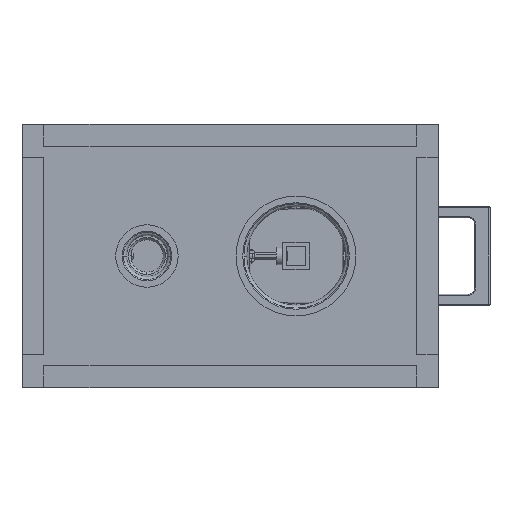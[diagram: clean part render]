
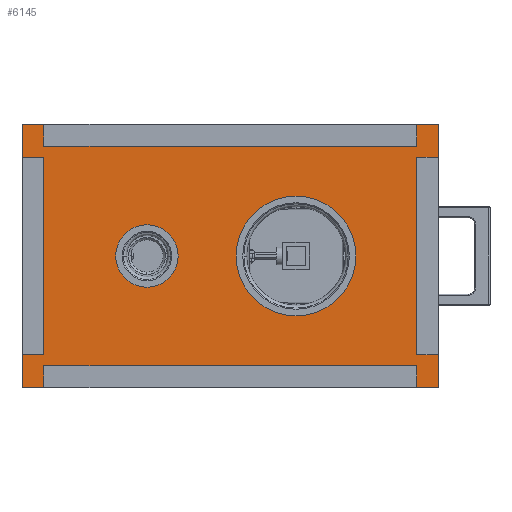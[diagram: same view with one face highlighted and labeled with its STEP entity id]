
A CAD part, left-side view. The second image highlights one B-rep face of the part: STEP entity #6145.
In plain terms, the highlighted face is planar.
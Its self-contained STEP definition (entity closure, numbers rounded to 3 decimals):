
#5550=DIRECTION('',(0.,0.,1.));
#5551=VECTOR('',#5550,190.);
#5552=CARTESIAN_POINT('',(-60.,0.,-95.));
#5553=LINE('',#5552,#5551);
#5557=DIRECTION('',(1.,0.,0.));
#5558=VECTOR('',#5557,120.);
#5559=CARTESIAN_POINT('',(-60.,0.,95.));
#5560=LINE('',#5559,#5558);
#5564=DIRECTION('',(0.,0.,-1.));
#5565=VECTOR('',#5564,190.);
#5566=CARTESIAN_POINT('',(60.,0.,95.));
#5567=LINE('',#5566,#5565);
#5571=DIRECTION('',(-1.,0.,0.));
#5572=VECTOR('',#5571,120.);
#5573=CARTESIAN_POINT('',(60.,0.,-95.));
#5574=LINE('',#5573,#5572);
#5578=CARTESIAN_POINT('',(0.,0.,-30.));
#5579=DIRECTION('',(0.,-1.,0.));
#5580=DIRECTION('',(0.,0.,-1.));
#5581=AXIS2_PLACEMENT_3D('',#5578,#5579,#5580);
#5586=CARTESIAN_POINT('',(0.,0.,-30.));
#5587=DIRECTION('',(0.,-1.,0.));
#5588=DIRECTION('',(0.,0.,1.));
#5589=AXIS2_PLACEMENT_3D('',#5586,#5587,#5588);
#5610=CARTESIAN_POINT('',(0.,0.,38.));
#5611=DIRECTION('',(0.,-1.,0.));
#5612=DIRECTION('',(0.,0.,-1.));
#5613=AXIS2_PLACEMENT_3D('',#5610,#5611,#5612);
#5618=CARTESIAN_POINT('',(0.,0.,38.));
#5619=DIRECTION('',(0.,-1.,0.));
#5620=DIRECTION('',(0.,0.,1.));
#5621=AXIS2_PLACEMENT_3D('',#5618,#5619,#5620);
#6038=CARTESIAN_POINT('',(-60.,0.,-95.));
#6039=CARTESIAN_POINT('',(-60.,0.,95.));
#6040=VERTEX_POINT('',#6038);
#6041=VERTEX_POINT('',#6039);
#6042=CARTESIAN_POINT('',(60.,0.,95.));
#6043=VERTEX_POINT('',#6042);
#6044=CARTESIAN_POINT('',(60.,0.,-95.));
#6045=VERTEX_POINT('',#6044);
#6074=CARTESIAN_POINT('',(0.,0.,-57.3));
#6075=CARTESIAN_POINT('',(0.,0.,-2.7));
#6076=VERTEX_POINT('',#6074);
#6077=VERTEX_POINT('',#6075);
#6086=CARTESIAN_POINT('',(0.,0.,23.75));
#6087=CARTESIAN_POINT('',(0.,0.,52.25));
#6088=VERTEX_POINT('',#6086);
#6089=VERTEX_POINT('',#6087);
#6118=CARTESIAN_POINT('',(0.,0.,0.));
#6119=DIRECTION('',(0.,1.,0.));
#6120=DIRECTION('',(1.,0.,0.));
#6121=AXIS2_PLACEMENT_3D('',#6118,#6119,#6120);
#6122=PLANE('',#6121);
#6124=ORIENTED_EDGE('',*,*,#6123,.T.);
#6126=ORIENTED_EDGE('',*,*,#6125,.T.);
#6128=ORIENTED_EDGE('',*,*,#6127,.T.);
#6130=ORIENTED_EDGE('',*,*,#6129,.T.);
#6131=EDGE_LOOP('',(#6124,#6126,#6128,#6130));
#6132=FACE_OUTER_BOUND('',#6131,.F.);
#6134=ORIENTED_EDGE('',*,*,#6133,.T.);
#6136=ORIENTED_EDGE('',*,*,#6135,.T.);
#6137=EDGE_LOOP('',(#6134,#6136));
#6138=FACE_BOUND('',#6137,.F.);
#6140=ORIENTED_EDGE('',*,*,#6139,.T.);
#6142=ORIENTED_EDGE('',*,*,#6141,.T.);
#6143=EDGE_LOOP('',(#6140,#6142));
#6144=FACE_BOUND('',#6143,.F.);
#6145=ADVANCED_FACE('',(#6132,#6138,#6144),#6122,.F.);
#5582=CIRCLE('',#5581,27.3);
#5590=CIRCLE('',#5589,27.3);
#5614=CIRCLE('',#5613,14.25);
#5622=CIRCLE('',#5621,14.25);
#6123=EDGE_CURVE('',#6040,#6041,#5553,.T.);
#6125=EDGE_CURVE('',#6041,#6043,#5560,.T.);
#6127=EDGE_CURVE('',#6043,#6045,#5567,.T.);
#6129=EDGE_CURVE('',#6045,#6040,#5574,.T.);
#6133=EDGE_CURVE('',#6076,#6077,#5582,.T.);
#6135=EDGE_CURVE('',#6077,#6076,#5590,.T.);
#6139=EDGE_CURVE('',#6088,#6089,#5614,.T.);
#6141=EDGE_CURVE('',#6089,#6088,#5622,.T.);
